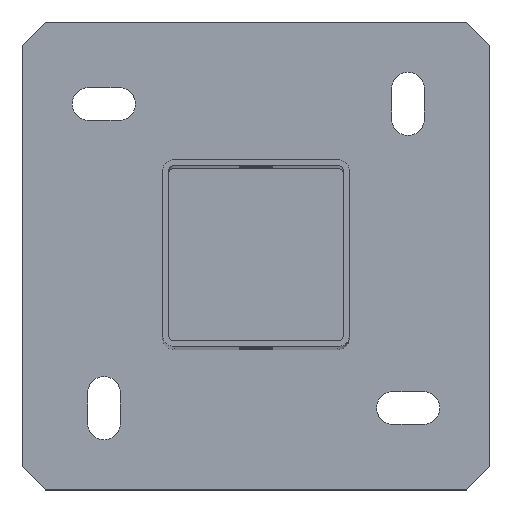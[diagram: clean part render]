
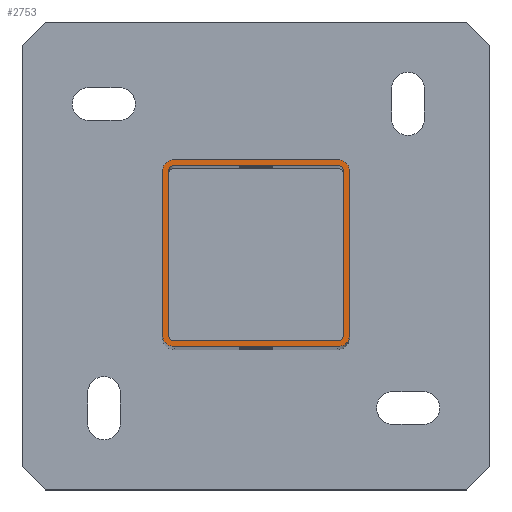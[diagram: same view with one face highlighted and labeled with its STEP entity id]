
A CAD part, top view. The second image highlights one B-rep face of the part: STEP entity #2753.
In plain terms, the highlighted planar face has unit normal (0, 0, 1).
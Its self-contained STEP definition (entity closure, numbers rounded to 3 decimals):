
#43 = VERTEX_POINT ( 'NONE', #7784 ) ;
#101 = EDGE_CURVE ( 'NONE', #7747, #7137, #7351, .T. ) ;
#103 = EDGE_CURVE ( 'NONE', #7747, #8359, #1146, .T. ) ;
#137 = EDGE_CURVE ( 'NONE', #7950, #4541, #5383, .T. ) ;
#190 = CIRCLE ( 'NONE', #1867, 2.5 ) ;
#284 = FACE_BOUND ( 'NONE', #3316, .T. ) ;
#334 = DIRECTION ( 'NONE',  ( 1., 0., 0. ) ) ;
#361 = VECTOR ( 'NONE', #1414, 1000. ) ;
#434 = AXIS2_PLACEMENT_3D ( 'NONE', #10029, #9325, #2222 ) ;
#482 = CARTESIAN_POINT ( 'NONE',  ( 35., -37.5, 728. ) ) ;
#524 = VERTEX_POINT ( 'NONE', #4380 ) ;
#659 = AXIS2_PLACEMENT_3D ( 'NONE', #10179, #9183, #7382 ) ;
#694 = ORIENTED_EDGE ( 'NONE', *, *, #7446, .F. ) ;
#873 = CARTESIAN_POINT ( 'NONE',  ( 40., -35., 728. ) ) ;
#969 = ORIENTED_EDGE ( 'NONE', *, *, #7088, .F. ) ;
#1086 = DIRECTION ( 'NONE',  ( 0., 0., -1. ) ) ;
#1101 = CARTESIAN_POINT ( 'NONE',  ( 37.5, 35., 728. ) ) ;
#1146 = LINE ( 'NONE', #7205, #4565 ) ;
#1337 = AXIS2_PLACEMENT_3D ( 'NONE', #6808, #2319, #8384 ) ;
#1359 = LINE ( 'NONE', #10203, #361 ) ;
#1414 = DIRECTION ( 'NONE',  ( 0., 1., 0. ) ) ;
#1432 = CARTESIAN_POINT ( 'NONE',  ( 35., 40., 728. ) ) ;
#1568 = CARTESIAN_POINT ( 'NONE',  ( -35., -40., 728. ) ) ;
#1570 = DIRECTION ( 'NONE',  ( 1., 0., 0. ) ) ;
#1845 = VERTEX_POINT ( 'NONE', #9107 ) ;
#1867 = AXIS2_PLACEMENT_3D ( 'NONE', #6504, #8315, #334 ) ;
#1972 = ORIENTED_EDGE ( 'NONE', *, *, #101, .T. ) ;
#1999 = CARTESIAN_POINT ( 'NONE',  ( -35., 35., 728. ) ) ;
#2005 = CARTESIAN_POINT ( 'NONE',  ( -35., -37.5, 728. ) ) ;
#2065 = CARTESIAN_POINT ( 'NONE',  ( -35., -35., 728. ) ) ;
#2091 = EDGE_CURVE ( 'NONE', #4958, #11301, #6065, .T. ) ;
#2163 = AXIS2_PLACEMENT_3D ( 'NONE', #6514, #5580, #5703 ) ;
#2222 = DIRECTION ( 'NONE',  ( 1., 0., 0. ) ) ;
#2319 = DIRECTION ( 'NONE',  ( 0., 0., -1. ) ) ;
#2364 = CARTESIAN_POINT ( 'NONE',  ( -40., 35., 728. ) ) ;
#2602 = CARTESIAN_POINT ( 'NONE',  ( 35., 40., 728. ) ) ;
#2753 = ADVANCED_FACE ( 'NONE', ( #2899, #284 ), #2954, .T. ) ;
#2807 = EDGE_CURVE ( 'NONE', #9654, #1845, #4923, .T. ) ;
#2816 = DIRECTION ( 'NONE',  ( 0., 0., -1. ) ) ;
#2899 = FACE_OUTER_BOUND ( 'NONE', #8919, .T. ) ;
#2954 = PLANE ( 'NONE',  #2163 ) ;
#3012 = CARTESIAN_POINT ( 'NONE',  ( 35., -35., 728. ) ) ;
#3122 = ORIENTED_EDGE ( 'NONE', *, *, #137, .F. ) ;
#3219 = EDGE_CURVE ( 'NONE', #10585, #4958, #8646, .T. ) ;
#3316 = EDGE_LOOP ( 'NONE', ( #8310, #9881, #1972, #7393, #7096, #7741, #9389, #8401 ) ) ;
#3531 = EDGE_CURVE ( 'NONE', #6394, #1845, #8663, .T. ) ;
#3576 = CARTESIAN_POINT ( 'NONE',  ( 35., 35., 728. ) ) ;
#3732 = DIRECTION ( 'NONE',  ( 1., 0., 0. ) ) ;
#3924 = CARTESIAN_POINT ( 'NONE',  ( 35., 37.5, 728. ) ) ;
#4123 = EDGE_CURVE ( 'NONE', #9654, #7137, #1359, .T. ) ;
#4219 = EDGE_CURVE ( 'NONE', #11304, #524, #5455, .T. ) ;
#4380 = CARTESIAN_POINT ( 'NONE',  ( -37.5, -35., 728. ) ) ;
#4401 = EDGE_CURVE ( 'NONE', #11304, #8359, #190, .T. ) ;
#4416 = CARTESIAN_POINT ( 'NONE',  ( -37.5, 35., 728. ) ) ;
#4450 = DIRECTION ( 'NONE',  ( 0., 1., 0. ) ) ;
#4538 = AXIS2_PLACEMENT_3D ( 'NONE', #1999, #8223, #3732 ) ;
#4541 = VERTEX_POINT ( 'NONE', #2364 ) ;
#4565 = VECTOR ( 'NONE', #8013, 1000. ) ;
#4916 = LINE ( 'NONE', #6673, #5505 ) ;
#4923 = CIRCLE ( 'NONE', #5671, 2.5 ) ;
#4958 = VERTEX_POINT ( 'NONE', #8927 ) ;
#5091 = CIRCLE ( 'NONE', #4538, 5. ) ;
#5122 = AXIS2_PLACEMENT_3D ( 'NONE', #2065, #2816, #9168 ) ;
#5184 = CARTESIAN_POINT ( 'NONE',  ( 40., -35., 728. ) ) ;
#5197 = CARTESIAN_POINT ( 'NONE',  ( -40., -35., 728. ) ) ;
#5383 = LINE ( 'NONE', #8943, #7552 ) ;
#5455 = LINE ( 'NONE', #6336, #6324 ) ;
#5505 = VECTOR ( 'NONE', #5793, 1000. ) ;
#5536 = ORIENTED_EDGE ( 'NONE', *, *, #2091, .F. ) ;
#5580 = DIRECTION ( 'NONE',  ( 0., 0., 1. ) ) ;
#5585 = EDGE_CURVE ( 'NONE', #11301, #9104, #7092, .T. ) ;
#5671 = AXIS2_PLACEMENT_3D ( 'NONE', #3012, #10131, #10831 ) ;
#5703 = DIRECTION ( 'NONE',  ( 1., 0., 0. ) ) ;
#5749 = VERTEX_POINT ( 'NONE', #1568 ) ;
#5793 = DIRECTION ( 'NONE',  ( -1., 0., 0. ) ) ;
#5859 = AXIS2_PLACEMENT_3D ( 'NONE', #3576, #1086, #6382 ) ;
#6065 = LINE ( 'NONE', #5184, #8701 ) ;
#6324 = VECTOR ( 'NONE', #9774, 1000. ) ;
#6336 = CARTESIAN_POINT ( 'NONE',  ( -37.5, -35., 728. ) ) ;
#6382 = DIRECTION ( 'NONE',  ( 1., 0., 0. ) ) ;
#6394 = VERTEX_POINT ( 'NONE', #2005 ) ;
#6504 = CARTESIAN_POINT ( 'NONE',  ( -35., 35., 728. ) ) ;
#6514 = CARTESIAN_POINT ( 'NONE',  ( 0., 0., 728. ) ) ;
#6673 = CARTESIAN_POINT ( 'NONE',  ( -35., -40., 728. ) ) ;
#6808 = CARTESIAN_POINT ( 'NONE',  ( 35., -35., 728. ) ) ;
#7040 = LINE ( 'NONE', #2602, #11443 ) ;
#7088 = EDGE_CURVE ( 'NONE', #43, #10585, #7040, .T. ) ;
#7092 = CIRCLE ( 'NONE', #1337, 5. ) ;
#7096 = ORIENTED_EDGE ( 'NONE', *, *, #2807, .T. ) ;
#7137 = VERTEX_POINT ( 'NONE', #1101 ) ;
#7205 = CARTESIAN_POINT ( 'NONE',  ( -35., 37.5, 728. ) ) ;
#7322 = CIRCLE ( 'NONE', #434, 2.5 ) ;
#7351 = CIRCLE ( 'NONE', #5859, 2.5 ) ;
#7382 = DIRECTION ( 'NONE',  ( 1., 0., 0. ) ) ;
#7393 = ORIENTED_EDGE ( 'NONE', *, *, #4123, .F. ) ;
#7446 = EDGE_CURVE ( 'NONE', #5749, #7950, #8476, .T. ) ;
#7552 = VECTOR ( 'NONE', #4450, 1000. ) ;
#7741 = ORIENTED_EDGE ( 'NONE', *, *, #3531, .F. ) ;
#7747 = VERTEX_POINT ( 'NONE', #3924 ) ;
#7784 = CARTESIAN_POINT ( 'NONE',  ( -35., 40., 728. ) ) ;
#7818 = ORIENTED_EDGE ( 'NONE', *, *, #3219, .F. ) ;
#7856 = EDGE_CURVE ( 'NONE', #9104, #5749, #4916, .T. ) ;
#7950 = VERTEX_POINT ( 'NONE', #5197 ) ;
#8013 = DIRECTION ( 'NONE',  ( -1., 0., 0. ) ) ;
#8111 = VECTOR ( 'NONE', #1570, 1000. ) ;
#8166 = CARTESIAN_POINT ( 'NONE',  ( 37.5, -35., 728. ) ) ;
#8223 = DIRECTION ( 'NONE',  ( 0., 0., -1. ) ) ;
#8310 = ORIENTED_EDGE ( 'NONE', *, *, #4401, .T. ) ;
#8315 = DIRECTION ( 'NONE',  ( 0., 0., -1. ) ) ;
#8359 = VERTEX_POINT ( 'NONE', #10436 ) ;
#8384 = DIRECTION ( 'NONE',  ( 1., 0., 0. ) ) ;
#8401 = ORIENTED_EDGE ( 'NONE', *, *, #4219, .F. ) ;
#8476 = CIRCLE ( 'NONE', #5122, 5. ) ;
#8646 = CIRCLE ( 'NONE', #659, 5. ) ;
#8663 = LINE ( 'NONE', #482, #8111 ) ;
#8686 = DIRECTION ( 'NONE',  ( 0., -1., 0. ) ) ;
#8701 = VECTOR ( 'NONE', #8686, 1000. ) ;
#8919 = EDGE_LOOP ( 'NONE', ( #10573, #3122, #694, #10176, #9350, #5536, #7818, #969 ) ) ;
#8927 = CARTESIAN_POINT ( 'NONE',  ( 40., 35., 728. ) ) ;
#8943 = CARTESIAN_POINT ( 'NONE',  ( -40., 35., 728. ) ) ;
#9104 = VERTEX_POINT ( 'NONE', #11275 ) ;
#9107 = CARTESIAN_POINT ( 'NONE',  ( 35., -37.5, 728. ) ) ;
#9168 = DIRECTION ( 'NONE',  ( 1., 0., 0. ) ) ;
#9183 = DIRECTION ( 'NONE',  ( 0., 0., -1. ) ) ;
#9325 = DIRECTION ( 'NONE',  ( 0., 0., -1. ) ) ;
#9350 = ORIENTED_EDGE ( 'NONE', *, *, #5585, .F. ) ;
#9389 = ORIENTED_EDGE ( 'NONE', *, *, #9719, .T. ) ;
#9654 = VERTEX_POINT ( 'NONE', #8166 ) ;
#9719 = EDGE_CURVE ( 'NONE', #6394, #524, #7322, .T. ) ;
#9724 = DIRECTION ( 'NONE',  ( 1., 0., 0. ) ) ;
#9774 = DIRECTION ( 'NONE',  ( 0., -1., 0. ) ) ;
#9881 = ORIENTED_EDGE ( 'NONE', *, *, #103, .F. ) ;
#10029 = CARTESIAN_POINT ( 'NONE',  ( -35., -35., 728. ) ) ;
#10131 = DIRECTION ( 'NONE',  ( 0., 0., -1. ) ) ;
#10176 = ORIENTED_EDGE ( 'NONE', *, *, #7856, .F. ) ;
#10179 = CARTESIAN_POINT ( 'NONE',  ( 35., 35., 728. ) ) ;
#10203 = CARTESIAN_POINT ( 'NONE',  ( 37.5, 35., 728. ) ) ;
#10436 = CARTESIAN_POINT ( 'NONE',  ( -35., 37.5, 728. ) ) ;
#10573 = ORIENTED_EDGE ( 'NONE', *, *, #10934, .F. ) ;
#10585 = VERTEX_POINT ( 'NONE', #1432 ) ;
#10831 = DIRECTION ( 'NONE',  ( 1., 0., 0. ) ) ;
#10934 = EDGE_CURVE ( 'NONE', #4541, #43, #5091, .T. ) ;
#11275 = CARTESIAN_POINT ( 'NONE',  ( 35., -40., 728. ) ) ;
#11301 = VERTEX_POINT ( 'NONE', #873 ) ;
#11304 = VERTEX_POINT ( 'NONE', #4416 ) ;
#11443 = VECTOR ( 'NONE', #9724, 1000. ) ;
